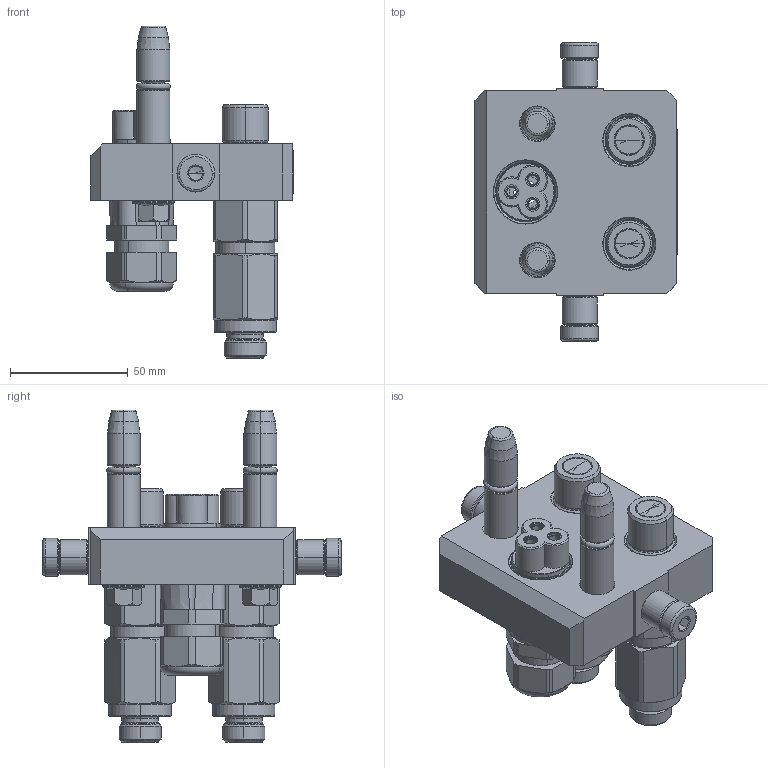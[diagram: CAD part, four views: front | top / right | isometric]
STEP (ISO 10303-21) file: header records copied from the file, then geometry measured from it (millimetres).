
FILE_DESCRIPTION (( 'STEP AP214' ), '1' );
FILE_NAME ('FASTER.step', '2021-01-08T16:55:59', ( '' ), ( '' ), 'SwSTEP 2.0', 'SolidWorks 2017', '' );
FILE_SCHEMA (( 'AUTOMOTIVE_DESIGN' ));
Length unit declared in the file: millimetre
Products named in the file (14): et002; conn_3p_m; 1540_080_0008_000; 4830_028_1000_011; 4830_021_0000_000; corpospel08-3m; or2_62x9_19_m; 4820_010_0000_001; 3ffnp38_2_18m; FASTER; P306_M_BASE; 4830_013_3000_030; 4830_044_0000_000
Assembly tree (21 placements, depth 3):
  FASTER
    P306_M_BASE
      4820_010_0000_001
      4830_021_0000_000  x2
      1540_080_0008_000  x2
      4830_013_3000_030  x2
      4830_028_1000_011  x2
      or2_62x9_19_m  x2
    conn_3p_m
      4830_044_0000_000  x3
      corpospel08-3m
    3ffnp38_2_18m  x2
      3ffnp38_2_18m
    et002
Bounding box: 85.8 x 126.6 x 141 mm (x, y, z)
Volume: 2873.9 mm3; surface area: 86595.7 mm2
Topology: 5 solids, 50 shells, 1975 faces, 5386 edges, 3532 vertices
Faces by surface type: plane 1167, cylinder 360, cone 287, torus 119, bspline 36, sphere 6
Entity records: 57888 total; most frequent: CARTESIAN_POINT 13905, ORIENTED_EDGE 8277, DIRECTION 7844, EDGE_CURVE 4287, LINE 3114, VECTOR 3114, VERTEX_POINT 2823, AXIS2_PLACEMENT_3D 2365
